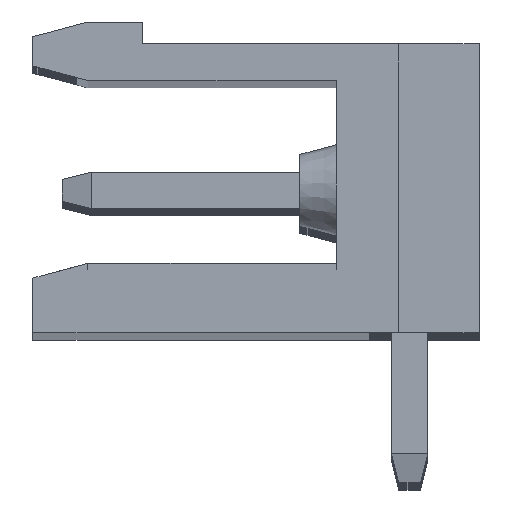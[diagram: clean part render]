
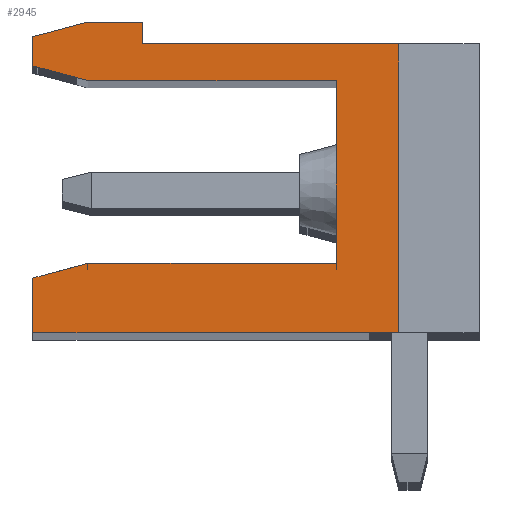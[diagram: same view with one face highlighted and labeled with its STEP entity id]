
A CAD part, top view. The second image highlights one B-rep face of the part: STEP entity #2945.
In plain terms, the highlighted planar face has unit normal (0, 0, 1).
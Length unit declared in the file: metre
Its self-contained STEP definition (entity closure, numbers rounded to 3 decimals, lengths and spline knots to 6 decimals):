
#2945=ADVANCED_FACE('',(#6263),#6264,.F.);
#6263=FACE_OUTER_BOUND('',#9956,.T.);
#6264=PLANE('',#9957);
#9956=EDGE_LOOP('',(#18455,#18456,#18457,#18458,#18459,#18460,#18461,#18462,#18463,#18464,#18465,#18466,#18467));
#9957=AXIS2_PLACEMENT_3D('',#18468,#18469,#18470);
#18455=ORIENTED_EDGE('',*,*,#24880,.T.);
#18456=ORIENTED_EDGE('',*,*,#24882,.T.);
#18457=ORIENTED_EDGE('',*,*,#24883,.T.);
#18458=ORIENTED_EDGE('',*,*,#24884,.T.);
#18459=ORIENTED_EDGE('',*,*,#24885,.T.);
#18460=ORIENTED_EDGE('',*,*,#24886,.T.);
#18461=ORIENTED_EDGE('',*,*,#24887,.T.);
#18462=ORIENTED_EDGE('',*,*,#24888,.F.);
#18463=ORIENTED_EDGE('',*,*,#24889,.F.);
#18464=ORIENTED_EDGE('',*,*,#24890,.F.);
#18465=ORIENTED_EDGE('',*,*,#24891,.F.);
#18466=ORIENTED_EDGE('',*,*,#24892,.F.);
#18467=ORIENTED_EDGE('',*,*,#24893,.T.);
#18468=CARTESIAN_POINT('',(-0.0037,0.0069,1.70324));
#18469=DIRECTION('',(0.0,0.0,-1.0));
#18470=DIRECTION('',(0.0,-1.0,0.0));
#24880=EDGE_CURVE('',#30515,#30590,#30592,.T.);
#24882=EDGE_CURVE('',#30590,#30594,#30595,.T.);
#24883=EDGE_CURVE('',#30594,#30596,#30597,.T.);
#24884=EDGE_CURVE('',#30596,#30598,#30599,.T.);
#24885=EDGE_CURVE('',#30598,#30600,#30601,.T.);
#24886=EDGE_CURVE('',#30600,#30602,#30603,.T.);
#24887=EDGE_CURVE('',#30602,#30604,#30605,.T.);
#24888=EDGE_CURVE('',#30606,#30604,#30607,.T.);
#24889=EDGE_CURVE('',#30608,#30606,#30609,.T.);
#24890=EDGE_CURVE('',#30610,#30608,#30611,.T.);
#24891=EDGE_CURVE('',#30612,#30610,#30613,.T.);
#24892=EDGE_CURVE('',#30614,#30612,#30615,.T.);
#24893=EDGE_CURVE('',#30614,#30515,#30616,.T.);
#30515=VERTEX_POINT('',#38818);
#30590=VERTEX_POINT('',#38935);
#30592=LINE('',#38938,#38939);
#30594=VERTEX_POINT('',#38941);
#30595=LINE('',#38942,#38943);
#30596=VERTEX_POINT('',#38944);
#30597=LINE('',#38945,#38946);
#30598=VERTEX_POINT('',#38947);
#30599=LINE('',#38948,#38949);
#30600=VERTEX_POINT('',#38950);
#30601=LINE('',#38951,#38952);
#30602=VERTEX_POINT('',#38953);
#30603=LINE('',#38954,#38955);
#30604=VERTEX_POINT('',#38956);
#30605=LINE('',#38957,#38958);
#30606=VERTEX_POINT('',#38959);
#30607=LINE('',#38960,#38961);
#30608=VERTEX_POINT('',#38962);
#30609=LINE('',#38963,#38964);
#30610=VERTEX_POINT('',#38965);
#30611=LINE('',#38966,#38967);
#30612=VERTEX_POINT('',#38968);
#30613=LINE('',#38969,#38970);
#30614=VERTEX_POINT('',#38971);
#30615=LINE('',#38972,#38973);
#30616=LINE('',#38974,#38975);
#38818=CARTESIAN_POINT('',(-0.012,0.,1.70324));
#38935=CARTESIAN_POINT('',(-0.002,0.,1.70324));
#38938=CARTESIAN_POINT('',(-0.012,0.,1.70324));
#38939=VECTOR('',#43207,1.0);
#38941=CARTESIAN_POINT('',(-0.002,0.0079,1.70324));
#38942=CARTESIAN_POINT('',(-0.002,0.0079,1.70324));
#38943=VECTOR('',#43208,1.0);
#38944=CARTESIAN_POINT('',(-0.009,0.0079,1.70324));
#38945=CARTESIAN_POINT('',(-0.0022,0.0079,1.70324));
#38946=VECTOR('',#43209,1.0);
#38947=CARTESIAN_POINT('',(-0.009,0.0085,1.70324));
#38948=CARTESIAN_POINT('',(-0.009,0.0081,1.70324));
#38949=VECTOR('',#43210,1.0);
#38950=CARTESIAN_POINT('',(-0.010507,0.0085,1.70324));
#38951=CARTESIAN_POINT('',(-0.009,0.0085,1.70324));
#38952=VECTOR('',#43211,1.0);
#38953=CARTESIAN_POINT('',(-0.012,0.0081,1.70324));
#38954=CARTESIAN_POINT('',(-0.010507,0.0085,1.70324));
#38955=VECTOR('',#43212,1.0);
#38956=CARTESIAN_POINT('',(-0.012,0.0073,1.70324));
#38957=CARTESIAN_POINT('',(-0.012,0.0082,1.70324));
#38958=VECTOR('',#43213,1.0);
#38959=CARTESIAN_POINT('',(-0.010507,0.0069,1.70324));
#38960=CARTESIAN_POINT('',(-0.012,0.0073,1.70324));
#38961=VECTOR('',#43214,1.0);
#38962=CARTESIAN_POINT('',(-0.0037,0.0069,1.70324));
#38963=CARTESIAN_POINT('',(-0.010507,0.0069,1.70324));
#38964=VECTOR('',#43215,1.0);
#38965=CARTESIAN_POINT('',(-0.0037,0.0019,1.70324));
#38966=CARTESIAN_POINT('',(-0.0037,0.0069,1.70324));
#38967=VECTOR('',#43216,1.0);
#38968=CARTESIAN_POINT('',(-0.0105,0.0019,1.70324));
#38969=CARTESIAN_POINT('',(-0.0037,0.0019,1.70324));
#38970=VECTOR('',#43217,1.0);
#38971=CARTESIAN_POINT('',(-0.012,0.001498,1.70324));
#38972=CARTESIAN_POINT('',(-0.0105,0.0019,1.70324));
#38973=VECTOR('',#43218,1.0);
#38974=CARTESIAN_POINT('',(-0.012,0.0082,1.70324));
#38975=VECTOR('',#43219,1.0);
#43207=DIRECTION('',(1.0,0.0,0.0));
#43208=DIRECTION('',(0.0,1.0,0.0));
#43209=DIRECTION('',(-1.0,0.0,0.0));
#43210=DIRECTION('',(0.,1.0,0.0));
#43211=DIRECTION('',(-1.0,0.0,0.0));
#43212=DIRECTION('',(-0.966,-0.259,0.0));
#43213=DIRECTION('',(0.0,-1.0,0.0));
#43214=DIRECTION('',(-0.966,0.259,0.0));
#43215=DIRECTION('',(-1.0,0.0,0.0));
#43216=DIRECTION('',(0.,1.0,0.0));
#43217=DIRECTION('',(1.0,0.0,0.0));
#43218=DIRECTION('',(0.966,0.259,0.0));
#43219=DIRECTION('',(0.0,-1.0,0.0));
